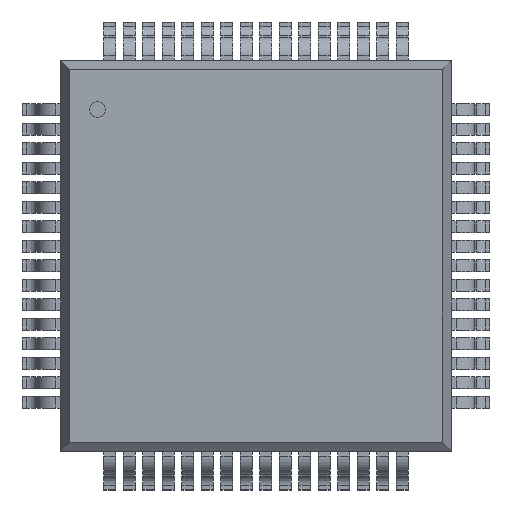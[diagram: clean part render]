
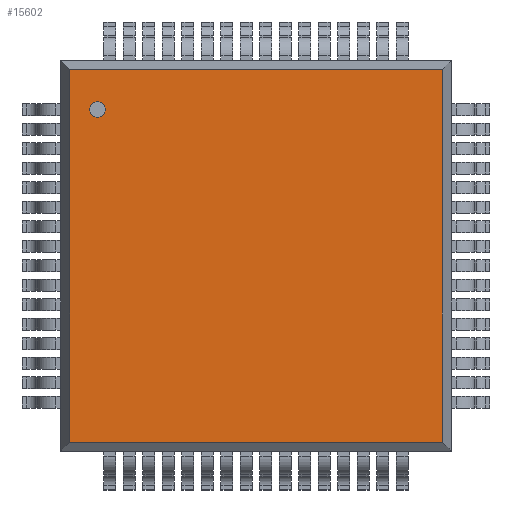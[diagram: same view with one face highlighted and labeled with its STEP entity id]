
A CAD part, top view. The second image highlights one B-rep face of the part: STEP entity #15602.
In plain terms, the highlighted planar face has unit normal (0, 0, 1).
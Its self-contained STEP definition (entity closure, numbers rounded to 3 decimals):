
#147=PLANE('',#16602);
#804=FACE_OUTER_BOUND('',#1717,.T.);
#1717=EDGE_LOOP('',(#10678,#10679,#10680,#10681));
#2628=LINE('',#22713,#4449);
#2629=LINE('',#22715,#4450);
#2630=LINE('',#22717,#4451);
#2631=LINE('',#22718,#4452);
#4449=VECTOR('',#18039,10.);
#4450=VECTOR('',#18040,10.);
#4451=VECTOR('',#18041,10.);
#4452=VECTOR('',#18042,10.);
#6785=VERTEX_POINT('',#22711);
#6786=VERTEX_POINT('',#22712);
#6787=VERTEX_POINT('',#22714);
#6788=VERTEX_POINT('',#22716);
#8340=EDGE_CURVE('',#6785,#6786,#2628,.T.);
#8341=EDGE_CURVE('',#6787,#6785,#2629,.T.);
#8342=EDGE_CURVE('',#6788,#6787,#2630,.T.);
#8343=EDGE_CURVE('',#6786,#6788,#2631,.T.);
#10678=ORIENTED_EDGE('',*,*,#8340,.F.);
#10679=ORIENTED_EDGE('',*,*,#8341,.F.);
#10680=ORIENTED_EDGE('',*,*,#8342,.F.);
#10681=ORIENTED_EDGE('',*,*,#8343,.F.);
#15602=ADVANCED_FACE('',(#804),#147,.T.);
#16602=AXIS2_PLACEMENT_3D('',#22710,#18037,#18038);
#18037=DIRECTION('center_axis',(0.,0.,1.));
#18038=DIRECTION('ref_axis',(0.,1.,0.));
#18039=DIRECTION('',(-1.,0.,0.));
#18040=DIRECTION('',(0.,-1.,0.));
#18041=DIRECTION('',(1.,0.,0.));
#18042=DIRECTION('',(0.,1.,0.));
#22710=CARTESIAN_POINT('Origin',(-4.775,-4.775,1.6));
#22711=CARTESIAN_POINT('',(4.775,-4.775,1.6));
#22712=CARTESIAN_POINT('',(-4.775,-4.775,1.6));
#22713=CARTESIAN_POINT('',(-4.89,-4.775,1.6));
#22714=CARTESIAN_POINT('',(4.775,4.775,1.6));
#22715=CARTESIAN_POINT('',(4.775,-4.89,1.6));
#22716=CARTESIAN_POINT('',(-4.775,4.775,1.6));
#22717=CARTESIAN_POINT('',(0.115,4.775,1.6));
#22718=CARTESIAN_POINT('',(-4.775,0.115,1.6));
